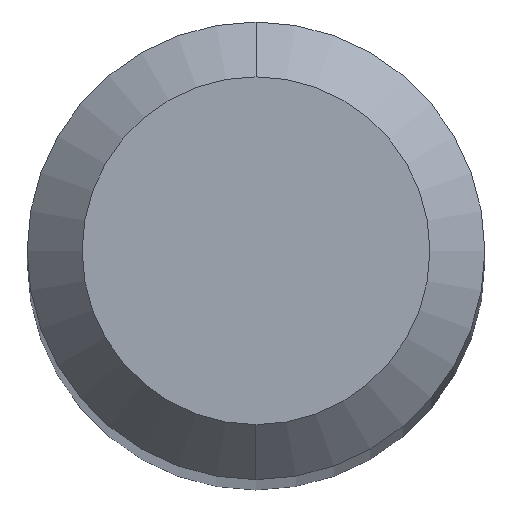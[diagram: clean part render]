
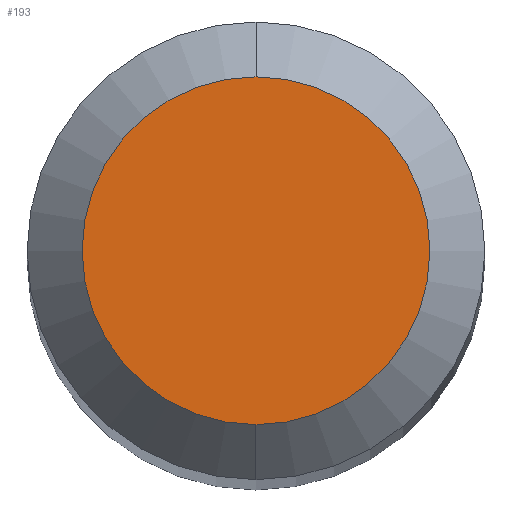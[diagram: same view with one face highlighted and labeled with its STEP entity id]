
A CAD part, top view. The second image highlights one B-rep face of the part: STEP entity #193.
In plain terms, the highlighted planar face has unit normal (0, 0, 1).
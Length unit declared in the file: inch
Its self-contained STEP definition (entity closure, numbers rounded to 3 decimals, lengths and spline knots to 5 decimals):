
#33 = DIRECTION ( 'NONE',  ( 0., -1., 0. ) ) ;
#40 = FACE_OUTER_BOUND ( 'NONE', #292, .T. ) ;
#82 = DIRECTION ( 'NONE',  ( 0., -1., 0. ) ) ;
#129 = VERTEX_POINT ( 'NONE', #308 ) ;
#155 = EDGE_CURVE ( 'NONE', #129, #362, #295, .T. ) ;
#193 = ADVANCED_FACE ( 'NONE', ( #40 ), #469, .F. ) ;
#199 = DIRECTION ( 'NONE',  ( 0., 0., -1. ) ) ;
#233 = DIRECTION ( 'NONE',  ( 0., 0., 1. ) ) ;
#236 = DIRECTION ( 'NONE',  ( 0., 1., 0. ) ) ;
#248 = EDGE_CURVE ( 'NONE', #362, #129, #262, .T. ) ;
#262 = CIRCLE ( 'NONE', #354, 0.0475 ) ;
#292 = EDGE_LOOP ( 'NONE', ( #369, #434 ) ) ;
#295 = CIRCLE ( 'NONE', #390, 0.0475 ) ;
#308 = CARTESIAN_POINT ( 'NONE',  ( 0., -0.0475, 0. ) ) ;
#341 = CARTESIAN_POINT ( 'NONE',  ( 0., 0., 0. ) ) ;
#354 = AXIS2_PLACEMENT_3D ( 'NONE', #387, #233, #82 ) ;
#362 = VERTEX_POINT ( 'NONE', #454 ) ;
#369 = ORIENTED_EDGE ( 'NONE', *, *, #248, .T. ) ;
#387 = CARTESIAN_POINT ( 'NONE',  ( 0., 0., 0. ) ) ;
#390 = AXIS2_PLACEMENT_3D ( 'NONE', #341, #497, #33 ) ;
#396 = CARTESIAN_POINT ( 'NONE',  ( 0., 0.0475, 0. ) ) ;
#406 = AXIS2_PLACEMENT_3D ( 'NONE', #396, #199, #236 ) ;
#434 = ORIENTED_EDGE ( 'NONE', *, *, #155, .T. ) ;
#454 = CARTESIAN_POINT ( 'NONE',  ( 0., 0.0475, 0. ) ) ;
#469 = PLANE ( 'NONE',  #406 ) ;
#497 = DIRECTION ( 'NONE',  ( 0., 0., 1. ) ) ;
